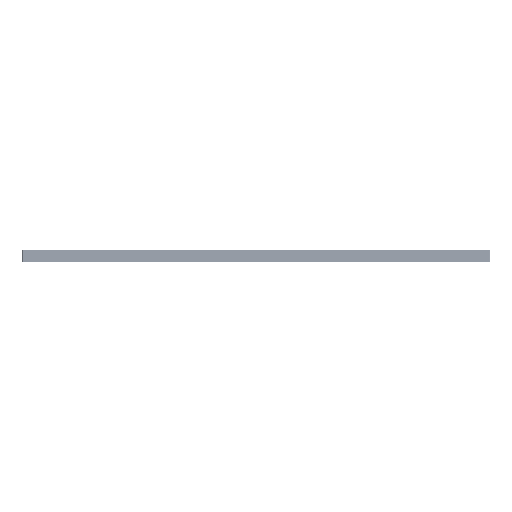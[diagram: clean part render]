
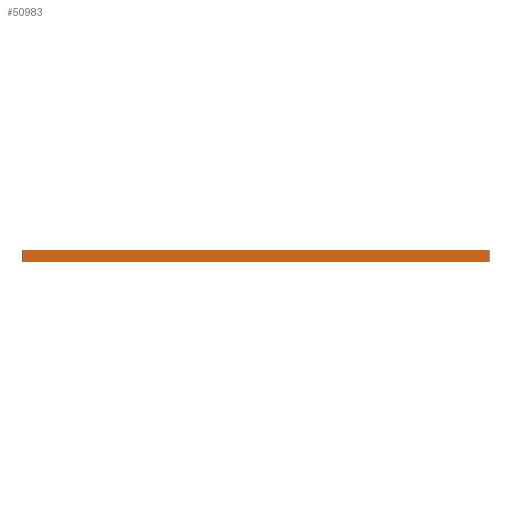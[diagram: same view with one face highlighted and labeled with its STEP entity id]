
A CAD part, front view. The second image highlights one B-rep face of the part: STEP entity #50983.
In plain terms, the highlighted planar face has unit normal (0, -1, 0).
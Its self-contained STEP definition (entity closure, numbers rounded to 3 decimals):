
#13491=LINE('',#264049,#26367);
#13492=LINE('',#264052,#26368);
#13493=LINE('',#264054,#26369);
#13494=LINE('',#264056,#26370);
#26367=VECTOR('',#209884,1.);
#26368=VECTOR('',#209885,1.);
#26369=VECTOR('',#209886,1.);
#26370=VECTOR('',#209887,1.);
#50983=ADVANCED_FACE('',(#62570),#56811,.T.);
#56811=PLANE('',#174072);
#62570=FACE_OUTER_BOUND('',#71865,.T.);
#71865=EDGE_LOOP('',(#106255,#106256,#106257,#106258));
#106255=ORIENTED_EDGE('',*,*,#150025,.T.);
#106256=ORIENTED_EDGE('',*,*,#150026,.T.);
#106257=ORIENTED_EDGE('',*,*,#150027,.T.);
#106258=ORIENTED_EDGE('',*,*,#150028,.T.);
#130091=VERTEX_POINT('',#264050);
#130092=VERTEX_POINT('',#264051);
#130093=VERTEX_POINT('',#264053);
#130094=VERTEX_POINT('',#264055);
#150025=EDGE_CURVE('',#130091,#130092,#13491,.T.);
#150026=EDGE_CURVE('',#130092,#130093,#13492,.T.);
#150027=EDGE_CURVE('',#130093,#130094,#13493,.T.);
#150028=EDGE_CURVE('',#130094,#130091,#13494,.T.);
#174072=AXIS2_PLACEMENT_3D('',#264057,#209888,#209889);
#209884=DIRECTION('',(-1.,0.,0.));
#209885=DIRECTION('',(0.,0.,-1.));
#209886=DIRECTION('',(1.,0.,0.));
#209887=DIRECTION('',(0.,0.,1.));
#209888=DIRECTION('',(0.,-1.,0.));
#209889=DIRECTION('',(0.,0.,1.));
#264049=CARTESIAN_POINT('',(150.,0.,7.575));
#264050=CARTESIAN_POINT('',(299.6,0.,7.575));
#264051=CARTESIAN_POINT('',(0.4,0.,7.575));
#264052=CARTESIAN_POINT('',(0.4,0.,0.));
#264053=CARTESIAN_POINT('',(0.4,0.,0.425));
#264054=CARTESIAN_POINT('',(150.,0.,0.425));
#264055=CARTESIAN_POINT('',(299.6,0.,0.425));
#264056=CARTESIAN_POINT('',(299.6,0.,0.));
#264057=CARTESIAN_POINT('',(150.,0.,0.));
